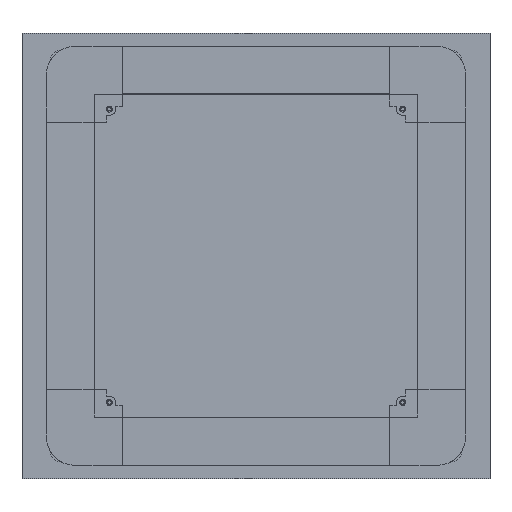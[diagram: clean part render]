
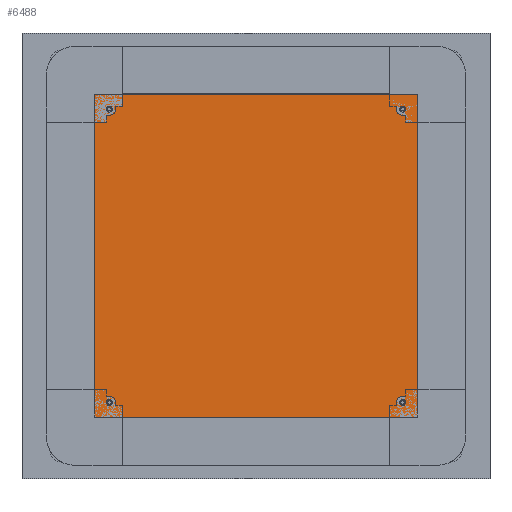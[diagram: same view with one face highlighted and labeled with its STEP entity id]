
A CAD part, top view. The second image highlights one B-rep face of the part: STEP entity #6488.
In plain terms, the highlighted planar face has unit normal (0, 0, 1).
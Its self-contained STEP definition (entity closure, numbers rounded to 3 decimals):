
#62 = VERTEX_POINT ( 'NONE', #2695 ) ;
#64 = EDGE_CURVE ( 'NONE', #3137, #7732, #7700, .T. ) ;
#172 = ORIENTED_EDGE ( 'NONE', *, *, #2546, .F. ) ;
#270 = CARTESIAN_POINT ( 'NONE',  ( 282.5, 282.5, 0. ) ) ;
#325 = DIRECTION ( 'NONE',  ( 0., 0., 1. ) ) ;
#334 = AXIS2_PLACEMENT_3D ( 'NONE', #5258, #5162, #6808 ) ;
#342 = DIRECTION ( 'NONE',  ( 0., 0., 1. ) ) ;
#368 = DIRECTION ( 'NONE',  ( -1., 0., 0. ) ) ;
#652 = AXIS2_PLACEMENT_3D ( 'NONE', #2631, #2491, #2547 ) ;
#737 = DIRECTION ( 'NONE',  ( 1., 0., 0. ) ) ;
#779 = FACE_BOUND ( 'NONE', #3327, .T. ) ;
#848 = VECTOR ( 'NONE', #5319, 1000. ) ;
#862 = VECTOR ( 'NONE', #9362, 1000. ) ;
#1007 = FACE_BOUND ( 'NONE', #7914, .T. ) ;
#1066 = DIRECTION ( 'NONE',  ( 1., 0., 0. ) ) ;
#1106 = LINE ( 'NONE', #3346, #2378 ) ;
#1394 = DIRECTION ( 'NONE',  ( 1., 0., 0. ) ) ;
#1412 = VERTEX_POINT ( 'NONE', #4070 ) ;
#1448 = VERTEX_POINT ( 'NONE', #9313 ) ;
#1450 = CARTESIAN_POINT ( 'NONE',  ( 269.75, 12.75, 0. ) ) ;
#1473 = EDGE_CURVE ( 'NONE', #3416, #9268, #2109, .T. ) ;
#1527 = FACE_BOUND ( 'NONE', #9458, .T. ) ;
#1546 = AXIS2_PLACEMENT_3D ( 'NONE', #4502, #4053, #5862 ) ;
#1670 = CIRCLE ( 'NONE', #334, 2.65 ) ;
#1722 = DIRECTION ( 'NONE',  ( 1., 0., 0. ) ) ;
#2109 = LINE ( 'NONE', #7854, #8403 ) ;
#2110 = LINE ( 'NONE', #6076, #848 ) ;
#2134 = EDGE_CURVE ( 'NONE', #62, #3908, #5708, .T. ) ;
#2275 = CARTESIAN_POINT ( 'NONE',  ( 15.4, 12.75, 0. ) ) ;
#2296 = ORIENTED_EDGE ( 'NONE', *, *, #3174, .F. ) ;
#2371 = DIRECTION ( 'NONE',  ( 0., 0., -1. ) ) ;
#2378 = VECTOR ( 'NONE', #6350, 1000. ) ;
#2379 = EDGE_CURVE ( 'NONE', #1448, #8855, #1106, .T. ) ;
#2491 = DIRECTION ( 'NONE',  ( 0., 0., 1. ) ) ;
#2546 = EDGE_CURVE ( 'NONE', #3908, #62, #1670, .T. ) ;
#2547 = DIRECTION ( 'NONE',  ( 1., 0., 0. ) ) ;
#2584 = EDGE_LOOP ( 'NONE', ( #7767, #172 ) ) ;
#2626 = CARTESIAN_POINT ( 'NONE',  ( 0., 0., 0. ) ) ;
#2631 = CARTESIAN_POINT ( 'NONE',  ( 269.75, 269.75, 0. ) ) ;
#2695 = CARTESIAN_POINT ( 'NONE',  ( 15.4, 269.75, 0. ) ) ;
#2927 = CARTESIAN_POINT ( 'NONE',  ( 12.75, 12.75, 0. ) ) ;
#3130 = CARTESIAN_POINT ( 'NONE',  ( 0., 282.5, 0. ) ) ;
#3137 = VERTEX_POINT ( 'NONE', #4175 ) ;
#3174 = EDGE_CURVE ( 'NONE', #1412, #6625, #8951, .T. ) ;
#3289 = CARTESIAN_POINT ( 'NONE',  ( 272.4, 269.75, 0. ) ) ;
#3327 = EDGE_LOOP ( 'NONE', ( #2296, #8720 ) ) ;
#3346 = CARTESIAN_POINT ( 'NONE',  ( 282.5, 0., 0. ) ) ;
#3368 = EDGE_CURVE ( 'NONE', #7669, #4506, #7963, .T. ) ;
#3384 = CARTESIAN_POINT ( 'NONE',  ( 10.1, 269.75, 0. ) ) ;
#3416 = VERTEX_POINT ( 'NONE', #3130 ) ;
#3908 = VERTEX_POINT ( 'NONE', #3384 ) ;
#4053 = DIRECTION ( 'NONE',  ( 0., 0., 1. ) ) ;
#4070 = CARTESIAN_POINT ( 'NONE',  ( 272.4, 12.75, 0. ) ) ;
#4116 = CARTESIAN_POINT ( 'NONE',  ( 269.75, 12.75, 0. ) ) ;
#4175 = CARTESIAN_POINT ( 'NONE',  ( 267.1, 269.75, 0. ) ) ;
#4300 = CARTESIAN_POINT ( 'NONE',  ( 267.1, 12.75, 0. ) ) ;
#4366 = EDGE_CURVE ( 'NONE', #9268, #1448, #4448, .T. ) ;
#4448 = LINE ( 'NONE', #2626, #862 ) ;
#4502 = CARTESIAN_POINT ( 'NONE',  ( 269.75, 269.75, 0. ) ) ;
#4506 = VERTEX_POINT ( 'NONE', #2275 ) ;
#4543 = EDGE_CURVE ( 'NONE', #7732, #3137, #7923, .T. ) ;
#5036 = AXIS2_PLACEMENT_3D ( 'NONE', #2927, #325, #1394 ) ;
#5099 = CARTESIAN_POINT ( 'NONE',  ( 12.75, 269.75, 0. ) ) ;
#5162 = DIRECTION ( 'NONE',  ( 0., 0., 1. ) ) ;
#5254 = DIRECTION ( 'NONE',  ( 1., 0., 0. ) ) ;
#5258 = CARTESIAN_POINT ( 'NONE',  ( 12.75, 269.75, 0. ) ) ;
#5286 = CIRCLE ( 'NONE', #5036, 2.65 ) ;
#5319 = DIRECTION ( 'NONE',  ( -1., 0., 0. ) ) ;
#5348 = FACE_OUTER_BOUND ( 'NONE', #5534, .T. ) ;
#5356 = PLANE ( 'NONE',  #8296 ) ;
#5428 = ORIENTED_EDGE ( 'NONE', *, *, #3368, .F. ) ;
#5438 = ORIENTED_EDGE ( 'NONE', *, *, #7028, .F. ) ;
#5534 = EDGE_LOOP ( 'NONE', ( #7704, #7711, #8198, #7770 ) ) ;
#5708 = CIRCLE ( 'NONE', #8876, 2.65 ) ;
#5826 = DIRECTION ( 'NONE',  ( 0., 0., 1. ) ) ;
#5862 = DIRECTION ( 'NONE',  ( 1., 0., 0. ) ) ;
#6010 = AXIS2_PLACEMENT_3D ( 'NONE', #4116, #342, #5254 ) ;
#6076 = CARTESIAN_POINT ( 'NONE',  ( 0., 282.5, 0. ) ) ;
#6115 = DIRECTION ( 'NONE',  ( 0., 0., 1. ) ) ;
#6350 = DIRECTION ( 'NONE',  ( 0., 1., 0. ) ) ;
#6488 = ADVANCED_FACE ( 'NONE', ( #779, #1007, #1527, #7080, #5348 ), #5356, .F. ) ;
#6625 = VERTEX_POINT ( 'NONE', #4300 ) ;
#6808 = DIRECTION ( 'NONE',  ( 1., 0., 0. ) ) ;
#6845 = CARTESIAN_POINT ( 'NONE',  ( 12.75, 12.75, 0. ) ) ;
#6864 = AXIS2_PLACEMENT_3D ( 'NONE', #1450, #5826, #737 ) ;
#7028 = EDGE_CURVE ( 'NONE', #4506, #7669, #5286, .T. ) ;
#7080 = FACE_BOUND ( 'NONE', #2584, .T. ) ;
#7288 = AXIS2_PLACEMENT_3D ( 'NONE', #6845, #6115, #1722 ) ;
#7295 = CARTESIAN_POINT ( 'NONE',  ( 0., 0., 0. ) ) ;
#7596 = ORIENTED_EDGE ( 'NONE', *, *, #64, .F. ) ;
#7669 = VERTEX_POINT ( 'NONE', #8973 ) ;
#7700 = CIRCLE ( 'NONE', #652, 2.65 ) ;
#7704 = ORIENTED_EDGE ( 'NONE', *, *, #1473, .T. ) ;
#7711 = ORIENTED_EDGE ( 'NONE', *, *, #4366, .T. ) ;
#7732 = VERTEX_POINT ( 'NONE', #3289 ) ;
#7767 = ORIENTED_EDGE ( 'NONE', *, *, #2134, .F. ) ;
#7770 = ORIENTED_EDGE ( 'NONE', *, *, #8829, .T. ) ;
#7854 = CARTESIAN_POINT ( 'NONE',  ( 0., 0., 0. ) ) ;
#7914 = EDGE_LOOP ( 'NONE', ( #5438, #5428 ) ) ;
#7923 = CIRCLE ( 'NONE', #1546, 2.65 ) ;
#7963 = CIRCLE ( 'NONE', #7288, 2.65 ) ;
#8198 = ORIENTED_EDGE ( 'NONE', *, *, #2379, .T. ) ;
#8296 = AXIS2_PLACEMENT_3D ( 'NONE', #8546, #2371, #368 ) ;
#8403 = VECTOR ( 'NONE', #8704, 1000. ) ;
#8546 = CARTESIAN_POINT ( 'NONE',  ( 0., 282.5, 0. ) ) ;
#8616 = CIRCLE ( 'NONE', #6864, 2.65 ) ;
#8704 = DIRECTION ( 'NONE',  ( 0., -1., 0. ) ) ;
#8720 = ORIENTED_EDGE ( 'NONE', *, *, #9188, .F. ) ;
#8829 = EDGE_CURVE ( 'NONE', #8855, #3416, #2110, .T. ) ;
#8855 = VERTEX_POINT ( 'NONE', #270 ) ;
#8876 = AXIS2_PLACEMENT_3D ( 'NONE', #5099, #8945, #1066 ) ;
#8945 = DIRECTION ( 'NONE',  ( 0., 0., 1. ) ) ;
#8951 = CIRCLE ( 'NONE', #6010, 2.65 ) ;
#8962 = ORIENTED_EDGE ( 'NONE', *, *, #4543, .F. ) ;
#8973 = CARTESIAN_POINT ( 'NONE',  ( 10.1, 12.75, 0. ) ) ;
#9188 = EDGE_CURVE ( 'NONE', #6625, #1412, #8616, .T. ) ;
#9268 = VERTEX_POINT ( 'NONE', #7295 ) ;
#9313 = CARTESIAN_POINT ( 'NONE',  ( 282.5, 0., 0. ) ) ;
#9362 = DIRECTION ( 'NONE',  ( 1., 0., 0. ) ) ;
#9458 = EDGE_LOOP ( 'NONE', ( #8962, #7596 ) ) ;
